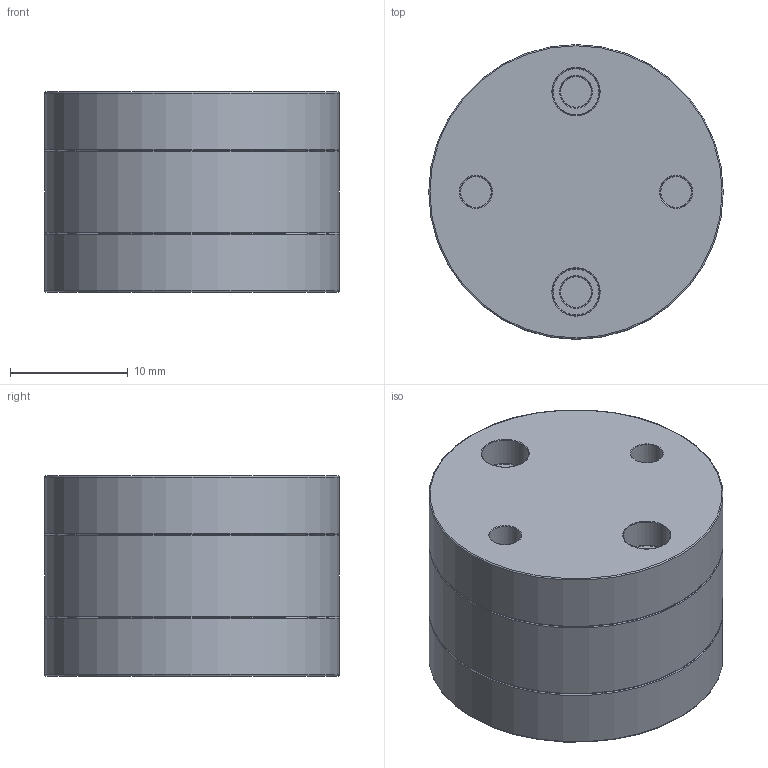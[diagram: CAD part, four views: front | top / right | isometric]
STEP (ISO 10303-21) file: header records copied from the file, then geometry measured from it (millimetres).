
FILE_DESCRIPTION(/* description */ ('STEP AP214'),/* implementation_level */ '2;1');
FILE_NAME(/* name */ '61003e9d28653862bf40ca3d',/* time_stamp */ '2021-07-27T17:13:01+00:00',/* author */ (''),/* organization */ (''),/* preprocessor_version */ 'ST-DEVELOPER v18.1',/* originating_system */ ' ',/* authorisation */ ' ');
FILE_SCHEMA (('AUTOMOTIVE_DESIGN {1 0 10303 214 3 1 1}'));
Length unit declared in the file: metre
Products named in the file (1): Part 11
Bounding box: 25 x 25 x 17 mm (x, y, z)
Volume: 8137.9 mm3; surface area: 2600.3 mm2
Topology: 1 solids, 1 shells, 35 faces, 62 edges, 35 vertices
Faces by surface type: torus 18, cylinder 9, plane 8
Full cylindrical faces by diameter (mm): 2.7 x4, 4 x2, 25 x3
Entity records: 724 total; most frequent: DIRECTION 140, CARTESIAN_POINT 104, AXIS2_PLACEMENT_3D 70, ORIENTED_EDGE 68, EDGE_LOOP 68, FACE_BOUND 68, ADVANCED_FACE 35, EDGE_CURVE 34
